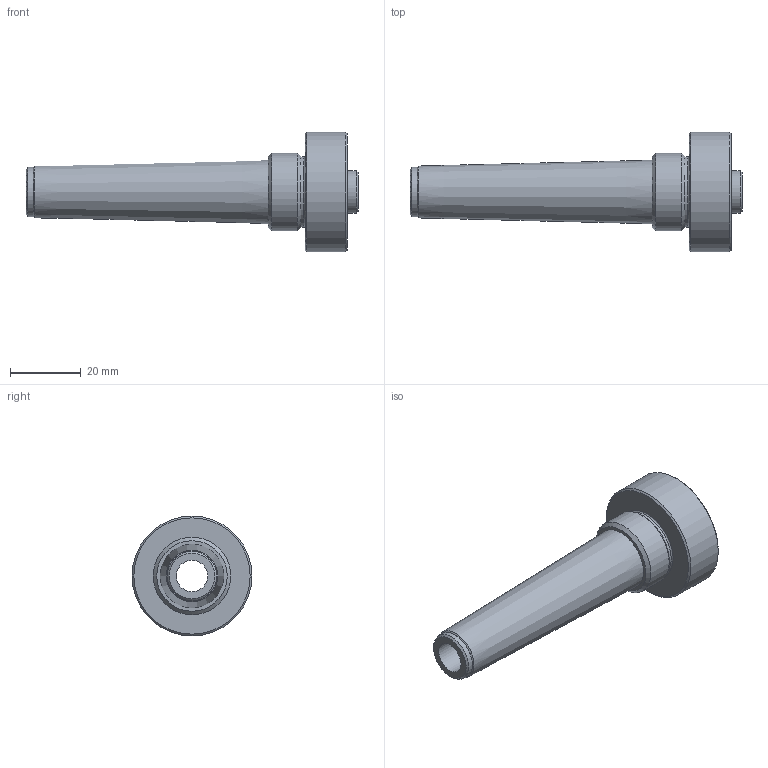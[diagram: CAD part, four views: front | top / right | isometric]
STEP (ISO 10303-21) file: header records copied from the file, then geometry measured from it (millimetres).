
FILE_DESCRIPTION(/* description */ ('Aufnahme MK2'),/* implementation_level */ '2;1');
FILE_NAME(/* name */ 'DBF63_99-01a Aufnahme MK2.stp',/* time_stamp */ '2022-01-29T18:52:38+01:00',/* author */ ('MKoch'),/* organization */ (''),/* preprocessor_version */ 'ST-DEVELOPER v15.2',/* originating_system */ 'Autodesk Inventor 2014',/* authorisation */ '');
FILE_SCHEMA (('CONFIG_CONTROL_DESIGN'));
Length unit declared in the file: millimetre
Products named in the file (1): DBF63_99-01a Aufnahme MK2
Bounding box: 94.17 x 34 x 34 mm (x, y, z)
Volume: 23385.5 mm3; surface area: 10072.7 mm2
Topology: 1 solids, 1 shells, 27 faces, 53 edges, 32 vertices
Faces by surface type: cone 11, cylinder 9, plane 6, torus 1
Full cylindrical faces by diameter (mm): 2.459 x3, 8.917 x1, 12 x1, 14 x1, 20 x1, 22 x1, 34 x1
Entity records: 572 total; most frequent: DIRECTION 110, CARTESIAN_POINT 82, AXIS2_PLACEMENT_3D 55, EDGE_LOOP 54, ORIENTED_EDGE 54, FACE_BOUND 32, CIRCLE 27, VERTEX_POINT 27
